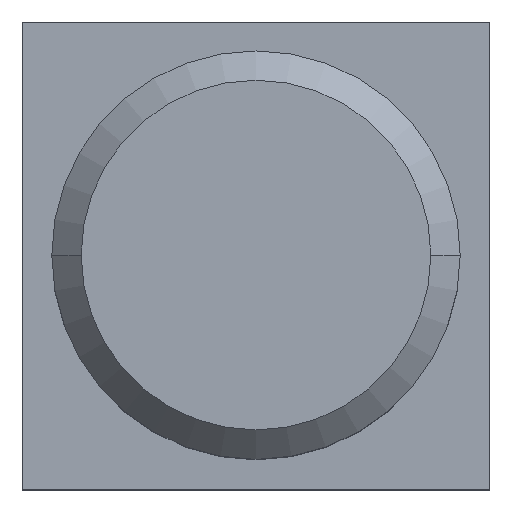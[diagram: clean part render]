
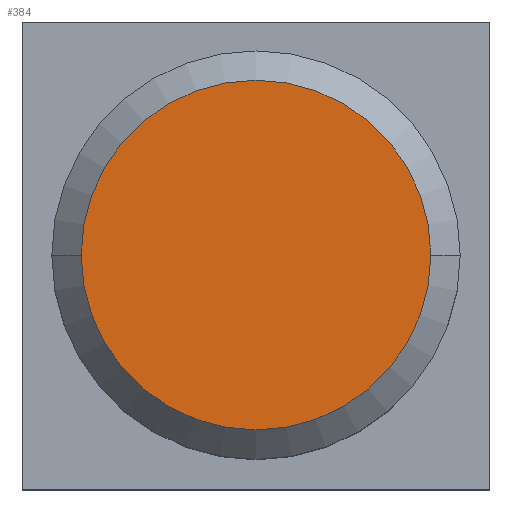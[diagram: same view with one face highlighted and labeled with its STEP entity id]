
A CAD part, top view. The second image highlights one B-rep face of the part: STEP entity #384.
In plain terms, the highlighted planar face has unit normal (0, 0, 1).
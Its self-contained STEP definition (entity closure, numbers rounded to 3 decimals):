
#119=CARTESIAN_POINT('',(0.,0.,35.5));
#120=DIRECTION('',(0.,0.,1.));
#121=DIRECTION('',(1.,0.,0.));
#122=AXIS2_PLACEMENT_3D('',#119,#120,#121);
#124=CARTESIAN_POINT('',(0.,0.,35.5));
#125=DIRECTION('',(0.,0.,1.));
#126=DIRECTION('',(-1.,0.,0.));
#127=AXIS2_PLACEMENT_3D('',#124,#125,#126);
#166=CARTESIAN_POINT('',(5.95,0.,35.5));
#167=CARTESIAN_POINT('',(-5.95,0.,35.5));
#168=VERTEX_POINT('',#166);
#169=VERTEX_POINT('',#167);
#374=CARTESIAN_POINT('',(0.,0.,35.5));
#375=DIRECTION('',(0.,0.,1.));
#376=DIRECTION('',(-1.,0.,0.));
#377=AXIS2_PLACEMENT_3D('',#374,#375,#376);
#378=PLANE('',#377);
#380=ORIENTED_EDGE('',*,*,#379,.F.);
#381=ORIENTED_EDGE('',*,*,#364,.F.);
#382=EDGE_LOOP('',(#380,#381));
#383=FACE_OUTER_BOUND('',#382,.F.);
#384=ADVANCED_FACE('',(#383),#378,.T.);
#123=CIRCLE('',#122,5.95);
#128=CIRCLE('',#127,5.95);
#364=EDGE_CURVE('',#169,#168,#128,.T.);
#379=EDGE_CURVE('',#168,#169,#123,.T.);
